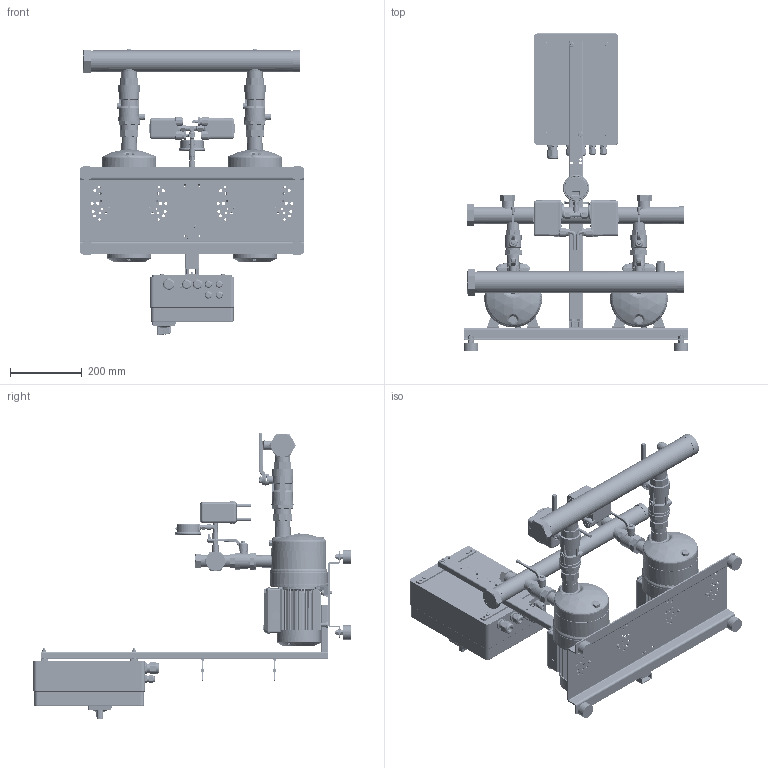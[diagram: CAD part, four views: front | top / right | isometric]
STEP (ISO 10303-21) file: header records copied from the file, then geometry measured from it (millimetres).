
FILE_DESCRIPTION (( 'STEP AP214' ), '1' );
FILE_NAME ('2.91.166.01swa02.step', '2022-07-05T13:28:26', ( '' ), ( '' ), 'SwSTEP 2.0', 'SolidWorks 2020', '' );
FILE_SCHEMA (( 'AUTOMOTIVE_DESIGN' ));
Length unit declared in the file: millimetre
Products named in the file (37): 10007782swn00; 10000010swn00_M6; 4.91.194swp05_Piatto 20x5x220; 10000040swn00_M8 A2; 10009498swp00; 4.91.165swp07_Default<A macchina>; 10000060swn00_AIRTEK APERTA; 10000092swn00; 10000013swn00_M6x16 8.8 ZINCATA; 10000003swn00_M8 õ; 10008014swn00; 90.347swp03; 10000104swn00_Proteggi filetto G2; 4_93_489_01_REV00; 10008016swa00_M8 210x585; 10007872swn00; 10000104swn00_Proteggi filetto G112; 10007778_PMAT 5MT-16 1 PC; 4_92_037_REV03; 10000074swn00_FIG 300 G2; 10009547swa00; 10000035swn00_M6x35 ZINCATA; 10000073swn00_FIG 290 G12; 10008897swn00; 10009516swp00; 10007873swn00; 10000040swn00_M8 õ; 10008002swn00_Val sfera G1 FF_14 opp aperta; 10000057swn00_G114 opp aperta_S400; 10000103swn00_MR 0-6; 2.91.166.01swa02; 10000074swn00_FIG 300 G1; 10009513swa00; 10000014swn00_M8x25 A2; 10007671swn00_M16x1,5; 10008508swa00_Interasse 170x 250; 10000074swn00_FIG 300 G112
Assembly tree (84 placements, depth 3):
  2.91.166.01swa02
    90.347swp03
    4_92_037_REV03  x4
    10000014swn00_M8x25 A2  x4
    10000040swn00_M8 A2  x4
    10008016swa00_M8 210x585
      10008014swn00  x4
      10000040swn00_M8 õ  x8
      10000003swn00_M8 õ  x8
    10000057swn00_G114 opp aperta_S400  x2
    10008002swn00_Val sfera G1 FF_14 opp aperta  x2
    10009547swa00
      10009516swp00
      10000104swn00_Proteggi filetto G112
      10000074swn00_FIG 300 G112
      10000074swn00_FIG 300 G1  x2
    10000060swn00_AIRTEK APERTA
    10000103swn00_MR 0-6
    10007782swn00
    10008508swa00_Interasse 170x 250
      4.91.165swp07_Default<A macchina>
      10000014swn00_M8x25 A2  x2
      4.91.194swp05_Piatto 20x5x220  x2
      10000035swn00_M6x35 ZINCATA  x2
      10000010swn00_M6  x6
      10000013swn00_M6x16 8.8 ZINCATA  x4
      10007873swn00  x2
      10007872swn00  x2
    10000092swn00  x2
    10007778_PMAT 5MT-16 1 PC  x2
    10007671swn00_M16x1,5  x2
    10008897swn00  x2
    10009513swa00
      10000104swn00_Proteggi filetto G2
      10000074swn00_FIG 300 G2
      10000073swn00_FIG 290 G12
      10009498swp00
    4_93_489_01_REV00  x2
Bounding box: 625 x 882.1 x 795.27 mm (x, y, z)
Volume: 23591582.2 mm3; surface area: 2898373.5 mm2
Topology: 155 solids, 155 shells, 9696 faces, 25221 edges, 16198 vertices
Faces by surface type: plane 3424, bspline 2546, cylinder 2250, cone 1265, torus 141, sphere 70
Entity records: 205348 total; most frequent: CARTESIAN_POINT 68885, ORIENTED_EDGE 28070, DIRECTION 22935, EDGE_CURVE 14035, VERTEX_POINT 9018, AXIS2_PLACEMENT_3D 7817, VECTOR 7301, LINE 7301
